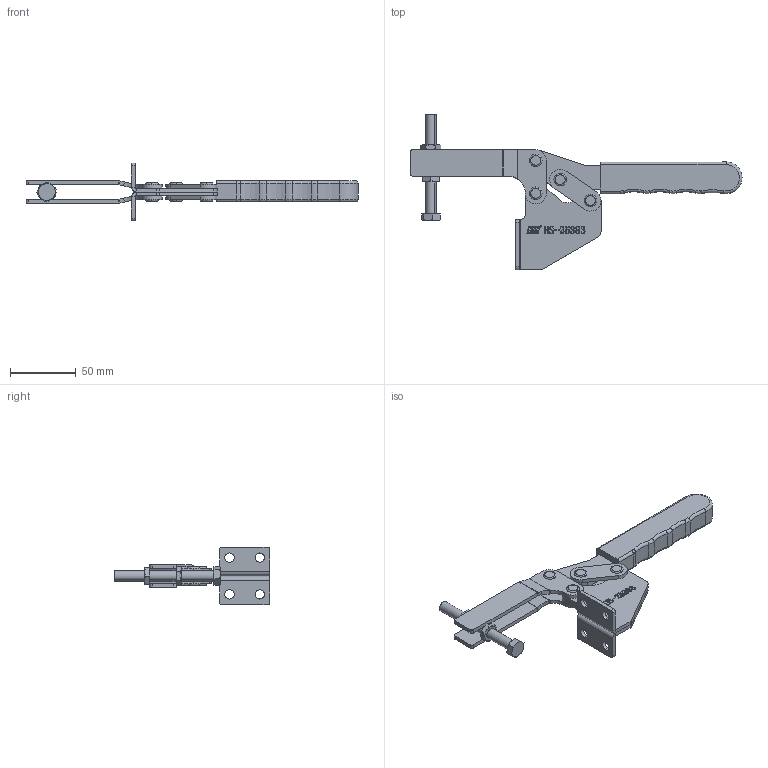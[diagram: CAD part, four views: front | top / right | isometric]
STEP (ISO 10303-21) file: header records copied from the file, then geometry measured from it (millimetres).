
FILE_DESCRIPTION (( 'STEP AP203' ), '1' );
FILE_NAME ('HS-25383 装配体.STEP', '2018-12-07T03:57:21', ( 'PCOS' ), ( '微软中国' ), 'SwSTEP 2.0', 'SolidWorks 2012', '' );
FILE_SCHEMA (( 'CONFIG_CONTROL_DESIGN' ));
Length unit declared in the file: millimetre
Products named in the file (11): HS-25383 蚾饜极; hex thin nuts-grades ab-chamfered gb_GB_FASTENER_NUT_STNAB M8-N; hexagon head bolts-full thread gb_GB_FASTENER_BOLT_STBAB A M8X75-N; 蟀裝; 揤參酘; 揤參衵; 种; 忒梟; 忒參; 菁釱酘; 菁釱衵
Assembly tree (15 placements, depth 2):
  HS-25383 蚾饜极
    菁釱衵
    菁釱酘
    忒參
    忒梟
    种  x4
    揤參衵
    揤參酘
    蟀裝  x2
    hexagon head bolts-full thread gb_GB_FASTENER_BOLT_STBAB A M8X75-N
    hex thin nuts-grades ab-chamfered gb_GB_FASTENER_NUT_STNAB M8-N  x2
Bounding box: 252.01 x 117.95 x 44 mm (x, y, z)
Volume: 92151.5 mm3; surface area: 48506.7 mm2
Topology: 15 solids, 15 shells, 675 faces, 1732 edges, 1124 vertices
Faces by surface type: plane 302, bspline 168, cylinder 145, torus 34, cone 26
Entity records: 27454 total; most frequent: CARTESIAN_POINT 11855, ORIENTED_EDGE 3222, DIRECTION 2501, EDGE_CURVE 1611, VERTEX_POINT 1046, LINE 909, VECTOR 909, AXIS2_PLACEMENT_3D 796
